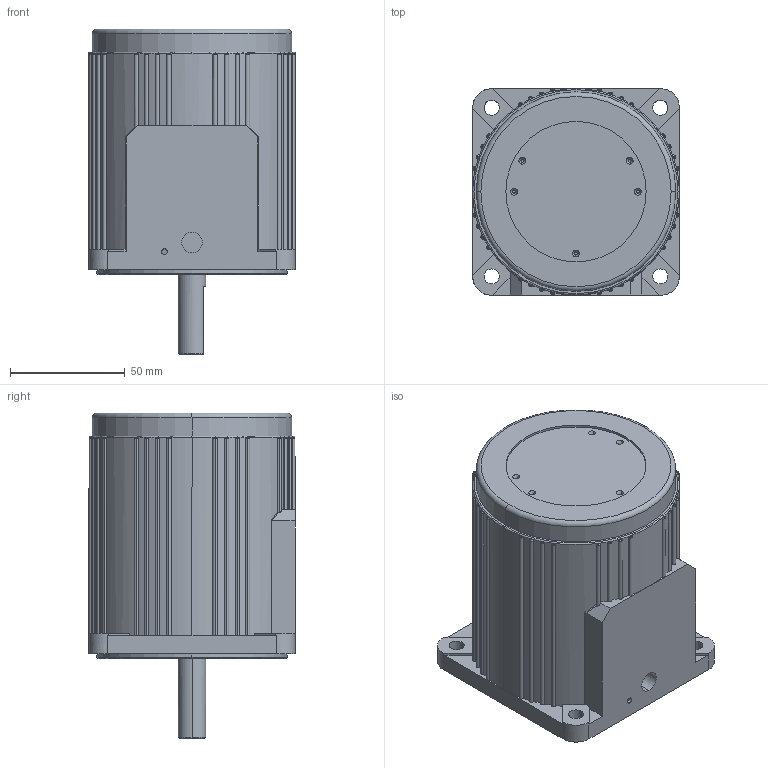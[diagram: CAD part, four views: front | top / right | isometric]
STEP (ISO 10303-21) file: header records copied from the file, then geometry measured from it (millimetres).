
FILE_DESCRIPTION (( 'STEP AP203' ), '1' );
FILE_NAME ('5IK40A.STEP', '2020-01-08T10:58:53', ( 'Sky123.Org' ), ( 'Sky123.Org' ), 'SwSTEP 2.0', 'SolidWorks 2014', '' );
FILE_SCHEMA (( 'CONFIG_CONTROL_DESIGN' ));
Length unit declared in the file: millimetre
Products named in the file (1): 5IK40A
Bounding box: 90 x 90 x 142 mm (x, y, z)
Volume: 701356.4 mm3; surface area: 52228.1 mm2
Topology: 1 solids, 1 shells, 270 faces, 679 edges, 422 vertices
Faces by surface type: cylinder 111, plane 76, torus 68, cone 13, bspline 2
Entity records: 8556 total; most frequent: CARTESIAN_POINT 1820, DIRECTION 1542, ORIENTED_EDGE 1358, EDGE_CURVE 679, AXIS2_PLACEMENT_3D 676, VERTEX_POINT 422, CIRCLE 407, EDGE_LOOP 289
